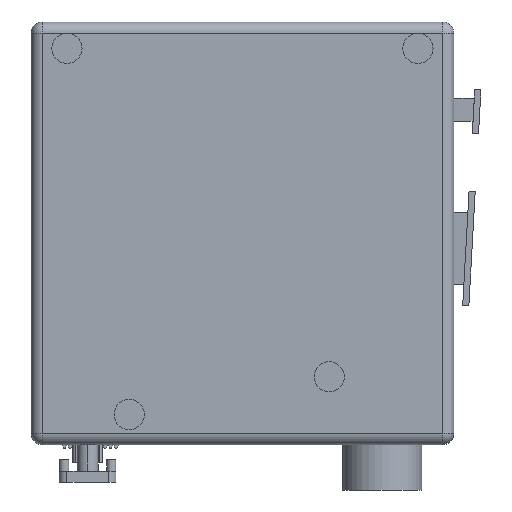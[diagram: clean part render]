
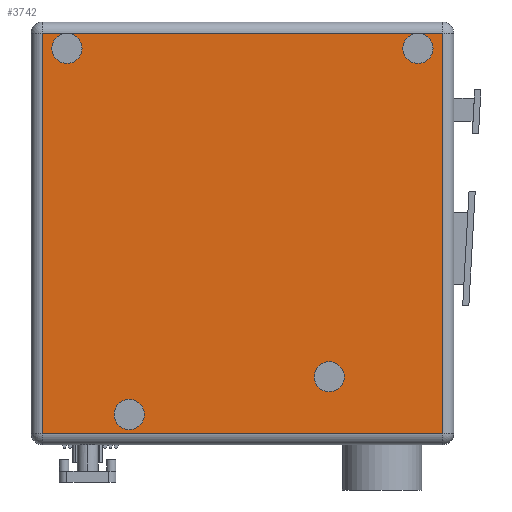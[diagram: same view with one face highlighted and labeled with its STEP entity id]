
A CAD part, front view. The second image highlights one B-rep face of the part: STEP entity #3742.
In plain terms, the highlighted planar face has unit normal (0, -1, 0).
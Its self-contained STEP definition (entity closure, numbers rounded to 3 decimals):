
#1=CARTESIAN_POINT('',(46.5,0.,49.));
#2=DIRECTION('',(0.,-1.,0.));
#3=DIRECTION('',(-1.,0.,0.));
#4=AXIS2_PLACEMENT_3D('',#1,#2,#3);
#6=CARTESIAN_POINT('',(46.5,0.,49.));
#7=DIRECTION('',(0.,-1.,0.));
#8=DIRECTION('',(1.,0.,0.));
#9=AXIS2_PLACEMENT_3D('',#6,#7,#8);
#11=DIRECTION('',(-1.,0.,0.));
#12=VECTOR('',#11,6.5);
#13=CARTESIAN_POINT('',(53.,0.,53.));
#14=LINE('',#13,#12);
#15=DIRECTION('',(0.,0.,1.));
#16=VECTOR('',#15,106.);
#17=CARTESIAN_POINT('',(53.,0.,-53.));
#18=LINE('',#17,#16);
#19=DIRECTION('',(1.,0.,0.));
#20=VECTOR('',#19,106.);
#21=CARTESIAN_POINT('',(-53.,0.,-53.));
#22=LINE('',#21,#20);
#23=DIRECTION('',(0.,0.,-1.));
#24=VECTOR('',#23,106.);
#25=CARTESIAN_POINT('',(-53.,0.,53.));
#26=LINE('',#25,#24);
#27=DIRECTION('',(-1.,0.,0.));
#28=VECTOR('',#27,6.5);
#29=CARTESIAN_POINT('',(-46.5,0.,53.));
#30=LINE('',#29,#28);
#31=CARTESIAN_POINT('',(-46.5,0.,49.));
#32=DIRECTION('',(0.,-1.,0.));
#33=DIRECTION('',(0.,0.,1.));
#34=AXIS2_PLACEMENT_3D('',#31,#32,#33);
#36=CARTESIAN_POINT('',(-46.5,0.,49.));
#37=DIRECTION('',(0.,-1.,0.));
#38=DIRECTION('',(-1.,0.,0.));
#39=AXIS2_PLACEMENT_3D('',#36,#37,#38);
#41=CARTESIAN_POINT('',(-46.5,0.,49.));
#42=DIRECTION('',(0.,-1.,0.));
#43=DIRECTION('',(1.,0.,0.));
#44=AXIS2_PLACEMENT_3D('',#41,#42,#43);
#46=DIRECTION('',(-1.,0.,0.));
#47=VECTOR('',#46,93.);
#48=CARTESIAN_POINT('',(46.5,0.,53.));
#49=LINE('',#48,#47);
#50=CARTESIAN_POINT('',(46.5,0.,49.));
#51=DIRECTION('',(0.,-1.,0.));
#52=DIRECTION('',(0.,0.,1.));
#53=AXIS2_PLACEMENT_3D('',#50,#51,#52);
#55=CARTESIAN_POINT('',(-30.,0.,-48.));
#56=DIRECTION('',(0.,-1.,0.));
#57=DIRECTION('',(-1.,0.,0.));
#58=AXIS2_PLACEMENT_3D('',#55,#56,#57);
#60=CARTESIAN_POINT('',(-30.,0.,-48.));
#61=DIRECTION('',(0.,-1.,0.));
#62=DIRECTION('',(1.,0.,0.));
#63=AXIS2_PLACEMENT_3D('',#60,#61,#62);
#65=CARTESIAN_POINT('',(23.,0.,-38.));
#66=DIRECTION('',(0.,-1.,0.));
#67=DIRECTION('',(-1.,0.,0.));
#68=AXIS2_PLACEMENT_3D('',#65,#66,#67);
#70=CARTESIAN_POINT('',(23.,0.,-38.));
#71=DIRECTION('',(0.,-1.,0.));
#72=DIRECTION('',(1.,0.,0.));
#73=AXIS2_PLACEMENT_3D('',#70,#71,#72);
#2867=CARTESIAN_POINT('',(-53.,0.,53.));
#2868=CARTESIAN_POINT('',(-53.,0.,-53.));
#2869=VERTEX_POINT('',#2867);
#2870=VERTEX_POINT('',#2868);
#2889=CARTESIAN_POINT('',(53.,0.,-53.));
#2890=CARTESIAN_POINT('',(53.,0.,53.));
#2891=VERTEX_POINT('',#2889);
#2892=VERTEX_POINT('',#2890);
#3123=CARTESIAN_POINT('',(42.5,0.,49.));
#3124=CARTESIAN_POINT('',(50.5,0.,49.));
#3125=VERTEX_POINT('',#3123);
#3126=VERTEX_POINT('',#3124);
#3127=CARTESIAN_POINT('',(46.5,0.,53.));
#3128=VERTEX_POINT('',#3127);
#3129=CARTESIAN_POINT('',(-50.5,0.,49.));
#3130=CARTESIAN_POINT('',(-42.5,0.,49.));
#3131=VERTEX_POINT('',#3129);
#3132=VERTEX_POINT('',#3130);
#3133=CARTESIAN_POINT('',(-46.5,0.,53.));
#3134=VERTEX_POINT('',#3133);
#3135=CARTESIAN_POINT('',(-34.,0.,-48.));
#3136=CARTESIAN_POINT('',(-26.,0.,-48.));
#3137=VERTEX_POINT('',#3135);
#3138=VERTEX_POINT('',#3136);
#3139=CARTESIAN_POINT('',(19.,0.,-38.));
#3140=CARTESIAN_POINT('',(27.,0.,-38.));
#3141=VERTEX_POINT('',#3139);
#3142=VERTEX_POINT('',#3140);
#3699=CARTESIAN_POINT('',(0.,0.,0.));
#3700=DIRECTION('',(0.,1.,0.));
#3701=DIRECTION('',(1.,0.,0.));
#3702=AXIS2_PLACEMENT_3D('',#3699,#3700,#3701);
#3703=PLANE('',#3702);
#3705=ORIENTED_EDGE('',*,*,#3704,.T.);
#3707=ORIENTED_EDGE('',*,*,#3706,.T.);
#3709=ORIENTED_EDGE('',*,*,#3708,.F.);
#3711=ORIENTED_EDGE('',*,*,#3710,.F.);
#3713=ORIENTED_EDGE('',*,*,#3712,.F.);
#3715=ORIENTED_EDGE('',*,*,#3714,.F.);
#3717=ORIENTED_EDGE('',*,*,#3716,.F.);
#3719=ORIENTED_EDGE('',*,*,#3718,.T.);
#3721=ORIENTED_EDGE('',*,*,#3720,.T.);
#3723=ORIENTED_EDGE('',*,*,#3722,.T.);
#3725=ORIENTED_EDGE('',*,*,#3724,.F.);
#3727=ORIENTED_EDGE('',*,*,#3726,.T.);
#3728=EDGE_LOOP('',(#3705,#3707,#3709,#3711,#3713,#3715,#3717,#3719,#3721,#3723,
#3725,#3727));
#3729=FACE_OUTER_BOUND('',#3728,.F.);
#3731=ORIENTED_EDGE('',*,*,#3730,.T.);
#3733=ORIENTED_EDGE('',*,*,#3732,.T.);
#3734=EDGE_LOOP('',(#3731,#3733));
#3735=FACE_BOUND('',#3734,.F.);
#3737=ORIENTED_EDGE('',*,*,#3736,.T.);
#3739=ORIENTED_EDGE('',*,*,#3738,.T.);
#3740=EDGE_LOOP('',(#3737,#3739));
#3741=FACE_BOUND('',#3740,.F.);
#5=CIRCLE('',#4,4.);
#10=CIRCLE('',#9,4.);
#35=CIRCLE('',#34,4.);
#40=CIRCLE('',#39,4.);
#45=CIRCLE('',#44,4.);
#54=CIRCLE('',#53,4.);
#59=CIRCLE('',#58,4.);
#64=CIRCLE('',#63,4.);
#69=CIRCLE('',#68,4.);
#74=CIRCLE('',#73,4.);
#3704=EDGE_CURVE('',#3125,#3126,#5,.T.);
#3706=EDGE_CURVE('',#3126,#3128,#10,.T.);
#3708=EDGE_CURVE('',#2892,#3128,#14,.T.);
#3710=EDGE_CURVE('',#2891,#2892,#18,.T.);
#3712=EDGE_CURVE('',#2870,#2891,#22,.T.);
#3714=EDGE_CURVE('',#2869,#2870,#26,.T.);
#3716=EDGE_CURVE('',#3134,#2869,#30,.T.);
#3718=EDGE_CURVE('',#3134,#3131,#35,.T.);
#3720=EDGE_CURVE('',#3131,#3132,#40,.T.);
#3722=EDGE_CURVE('',#3132,#3134,#45,.T.);
#3724=EDGE_CURVE('',#3128,#3134,#49,.T.);
#3726=EDGE_CURVE('',#3128,#3125,#54,.T.);
#3730=EDGE_CURVE('',#3137,#3138,#59,.T.);
#3732=EDGE_CURVE('',#3138,#3137,#64,.T.);
#3736=EDGE_CURVE('',#3141,#3142,#69,.T.);
#3738=EDGE_CURVE('',#3142,#3141,#74,.T.);
#3742=ADVANCED_FACE('',(#3729,#3735,#3741),#3703,.F.);
